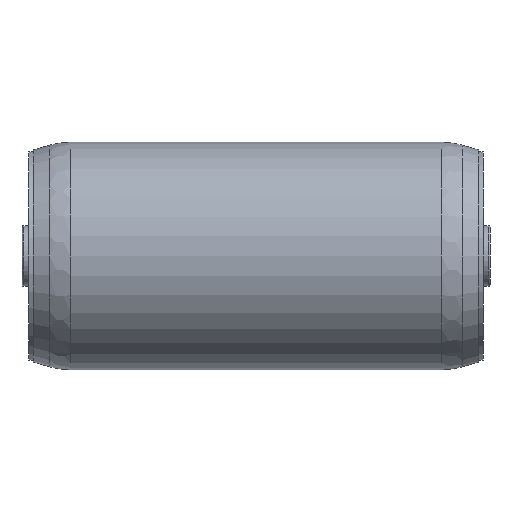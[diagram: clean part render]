
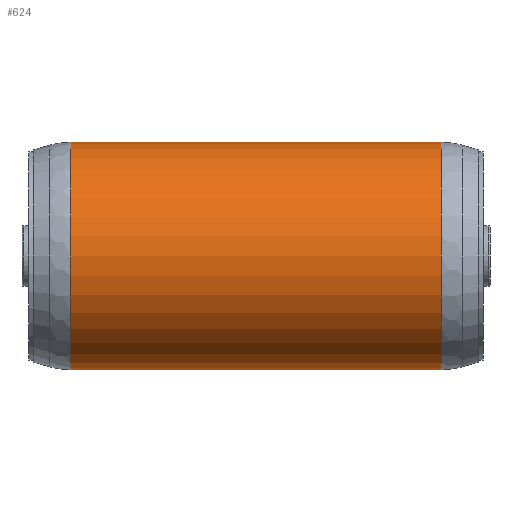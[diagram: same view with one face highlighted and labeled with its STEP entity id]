
A CAD part, front view. The second image highlights one B-rep face of the part: STEP entity #624.
In plain terms, the highlighted cylindrical face has radius 30 mm (diameter 60 mm), a partial arc.
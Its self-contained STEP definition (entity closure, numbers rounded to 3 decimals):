
#13 = CARTESIAN_POINT ( 'NONE',  ( -48.949, 0., -30. ) ) ;
#329 = VECTOR ( 'NONE', #1177, 1000. ) ;
#403 = AXIS2_PLACEMENT_3D ( 'NONE', #2678, #3188, #1693 ) ;
#425 = EDGE_CURVE ( 'NONE', #1361, #1670, #2210, .T. ) ;
#475 = AXIS2_PLACEMENT_3D ( 'NONE', #571, #2813, #1569 ) ;
#476 = EDGE_CURVE ( 'NONE', #882, #1361, #2008, .T. ) ;
#571 = CARTESIAN_POINT ( 'NONE',  ( -48.949, 0., 0. ) ) ;
#624 = ADVANCED_FACE ( 'NONE', ( #1976 ), #2248, .T. ) ;
#796 = CARTESIAN_POINT ( 'NONE',  ( 0., 0., -30. ) ) ;
#882 = VERTEX_POINT ( 'NONE', #1413 ) ;
#972 = CARTESIAN_POINT ( 'NONE',  ( 0., 0., 30. ) ) ;
#1072 = ORIENTED_EDGE ( 'NONE', *, *, #2188, .T. ) ;
#1177 = DIRECTION ( 'NONE',  ( -1., 0., 0. ) ) ;
#1226 = CARTESIAN_POINT ( 'NONE',  ( -48.949, 0., 30. ) ) ;
#1246 = EDGE_CURVE ( 'NONE', #882, #2347, #2675, .T. ) ;
#1358 = CARTESIAN_POINT ( 'NONE',  ( 48.949, 0., 30. ) ) ;
#1361 = VERTEX_POINT ( 'NONE', #1358 ) ;
#1405 = ORIENTED_EDGE ( 'NONE', *, *, #476, .T. ) ;
#1413 = CARTESIAN_POINT ( 'NONE',  ( 48.949, 0., -30. ) ) ;
#1569 = DIRECTION ( 'NONE',  ( 0., 0., -1. ) ) ;
#1670 = VERTEX_POINT ( 'NONE', #1226 ) ;
#1673 = ORIENTED_EDGE ( 'NONE', *, *, #425, .T. ) ;
#1693 = DIRECTION ( 'NONE',  ( 0., 0., -1. ) ) ;
#1771 = CARTESIAN_POINT ( 'NONE',  ( 0., 0., 0. ) ) ;
#1933 = VECTOR ( 'NONE', #3069, 1000. ) ;
#1976 = FACE_OUTER_BOUND ( 'NONE', #2965, .T. ) ;
#2008 = CIRCLE ( 'NONE', #403, 30. ) ;
#2094 = ORIENTED_EDGE ( 'NONE', *, *, #1246, .F. ) ;
#2188 = EDGE_CURVE ( 'NONE', #1670, #2347, #2632, .T. ) ;
#2210 = LINE ( 'NONE', #972, #329 ) ;
#2248 = CYLINDRICAL_SURFACE ( 'NONE', #2584, 30. ) ;
#2264 = DIRECTION ( 'NONE',  ( -1., 0., 0. ) ) ;
#2333 = DIRECTION ( 'NONE',  ( 0., 0., 1. ) ) ;
#2347 = VERTEX_POINT ( 'NONE', #13 ) ;
#2584 = AXIS2_PLACEMENT_3D ( 'NONE', #1771, #2264, #2333 ) ;
#2632 = CIRCLE ( 'NONE', #475, 30. ) ;
#2675 = LINE ( 'NONE', #796, #1933 ) ;
#2678 = CARTESIAN_POINT ( 'NONE',  ( 48.949, 0., 0. ) ) ;
#2813 = DIRECTION ( 'NONE',  ( 1., 0., 0. ) ) ;
#2965 = EDGE_LOOP ( 'NONE', ( #2094, #1405, #1673, #1072 ) ) ;
#3069 = DIRECTION ( 'NONE',  ( -1., 0., 0. ) ) ;
#3188 = DIRECTION ( 'NONE',  ( -1., 0., 0. ) ) ;
